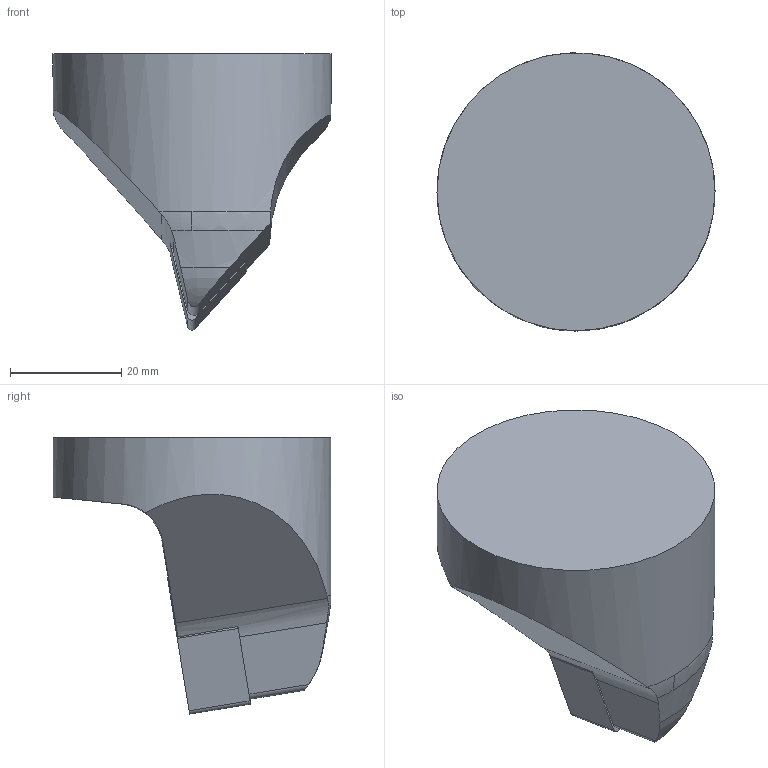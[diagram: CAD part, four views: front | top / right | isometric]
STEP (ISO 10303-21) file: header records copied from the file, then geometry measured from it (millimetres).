
FILE_DESCRIPTION((''),'1');
FILE_NAME('S50-DDJNL-00050-15.stp','2020-06-09T06:44:30',(''),(''),'Spatial Interop R21 SP3','Kubotek KeyCreator 2011 V10.0.2 (22737)',' ');
FILE_SCHEMA(('automotive_design'));
Length unit declared in the file: millimetre
Products named in the file (1): 240[2]
Bounding box: 50 x 49.99 x 49.66 mm (x, y, z)
Volume: 44775.6 mm3; surface area: 8138.9 mm2
Topology: 1 solids, 1 shells, 27 faces, 78 edges, 53 vertices
Faces by surface type: plane 14, cylinder 9, torus 3, cone 1
Full cylindrical faces by diameter (mm): 50 x1
Entity records: 1697 total; most frequent: CARTESIAN_POINT 247, DIRECTION 156, ORIENTED_EDGE 152, PRESENTATION_STYLE_ASSIGNMENT 132, COLOUR_RGB 132, STYLED_ITEM 104, CURVE_STYLE 104, DRAUGHTING_PRE_DEFINED_CURVE_FONT 104
